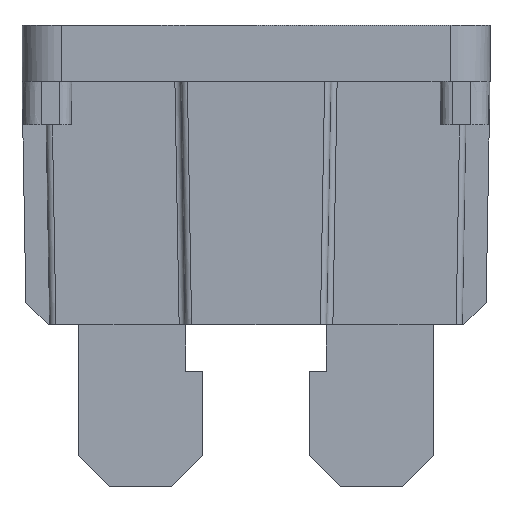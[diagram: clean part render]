
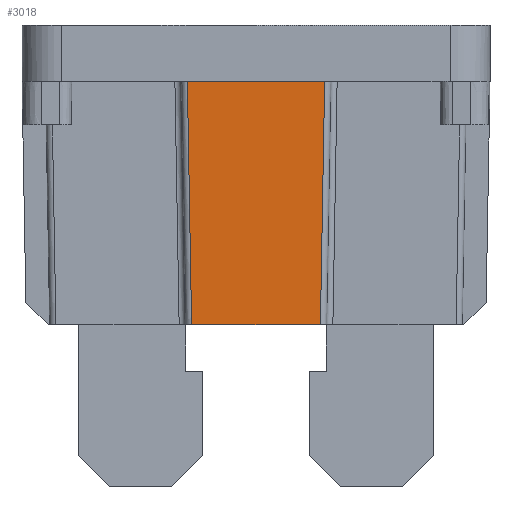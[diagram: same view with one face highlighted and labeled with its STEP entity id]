
A CAD part, front view. The second image highlights one B-rep face of the part: STEP entity #3018.
In plain terms, the highlighted planar face has unit normal (0, -1, -0.018).
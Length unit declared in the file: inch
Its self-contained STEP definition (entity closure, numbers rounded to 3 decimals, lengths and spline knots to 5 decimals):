
#196 = VERTEX_POINT ( 'NONE', #461 ) ;
#380 = AXIS2_PLACEMENT_3D ( 'NONE', #1854, #6276, #2444 ) ;
#461 = CARTESIAN_POINT ( 'NONE',  ( 0.10319, -0.06819, -0.48 ) ) ;
#828 = VECTOR ( 'NONE', #3727, 39.37008 ) ;
#1193 = VERTEX_POINT ( 'NONE', #6306 ) ;
#1222 = LINE ( 'NONE', #5133, #2560 ) ;
#1611 = EDGE_CURVE ( 'NONE', #1193, #4024, #3688, .T. ) ;
#1694 = FACE_OUTER_BOUND ( 'NONE', #5585, .T. ) ;
#1727 = EDGE_CURVE ( 'NONE', #196, #6232, #3292, .T. ) ;
#1760 = DIRECTION ( 'NONE',  ( 1., 0., 0. ) ) ;
#1788 = ORIENTED_EDGE ( 'NONE', *, *, #1611, .T. ) ;
#1854 = CARTESIAN_POINT ( 'NONE',  ( 0.12, -0.075, -0.09 ) ) ;
#1906 = CARTESIAN_POINT ( 'NONE',  ( -0.10319, -0.06819, -0.48 ) ) ;
#2237 = CARTESIAN_POINT ( 'NONE',  ( 0.12, -0.075, -0.09 ) ) ;
#2330 = VECTOR ( 'NONE', #4241, 39.37008 ) ;
#2444 = DIRECTION ( 'NONE',  ( 0., 0.017, -1. ) ) ;
#2560 = VECTOR ( 'NONE', #1760, 39.37008 ) ;
#2660 = DIRECTION ( 'NONE',  ( 0.017, 0.017, -1. ) ) ;
#2694 = ORIENTED_EDGE ( 'NONE', *, *, #1727, .T. ) ;
#2810 = ORIENTED_EDGE ( 'NONE', *, *, #5618, .T. ) ;
#3018 = ADVANCED_FACE ( 'NONE', ( #1694 ), #3644, .T. ) ;
#3091 = CARTESIAN_POINT ( 'NONE',  ( -0.10993, -0.07493, -0.09401 ) ) ;
#3102 = CARTESIAN_POINT ( 'NONE',  ( 0.11, -0.075, -0.09 ) ) ;
#3292 = LINE ( 'NONE', #4267, #2330 ) ;
#3644 = PLANE ( 'NONE',  #380 ) ;
#3688 = LINE ( 'NONE', #3091, #6008 ) ;
#3727 = DIRECTION ( 'NONE',  ( -1., 0., 0. ) ) ;
#4024 = VERTEX_POINT ( 'NONE', #1906 ) ;
#4241 = DIRECTION ( 'NONE',  ( 0.017, -0.017, 1. ) ) ;
#4267 = CARTESIAN_POINT ( 'NONE',  ( 0.11, -0.075, -0.08983 ) ) ;
#4566 = EDGE_CURVE ( 'NONE', #4024, #196, #1222, .T. ) ;
#5133 = CARTESIAN_POINT ( 'NONE',  ( 0.12, -0.06819, -0.48 ) ) ;
#5585 = EDGE_LOOP ( 'NONE', ( #2810, #1788, #5709, #2694 ) ) ;
#5618 = EDGE_CURVE ( 'NONE', #6232, #1193, #6230, .T. ) ;
#5709 = ORIENTED_EDGE ( 'NONE', *, *, #4566, .T. ) ;
#6008 = VECTOR ( 'NONE', #2660, 39.37008 ) ;
#6230 = LINE ( 'NONE', #2237, #828 ) ;
#6232 = VERTEX_POINT ( 'NONE', #3102 ) ;
#6276 = DIRECTION ( 'NONE',  ( 0., -1., -0.017 ) ) ;
#6306 = CARTESIAN_POINT ( 'NONE',  ( -0.11, -0.075, -0.09 ) ) ;
